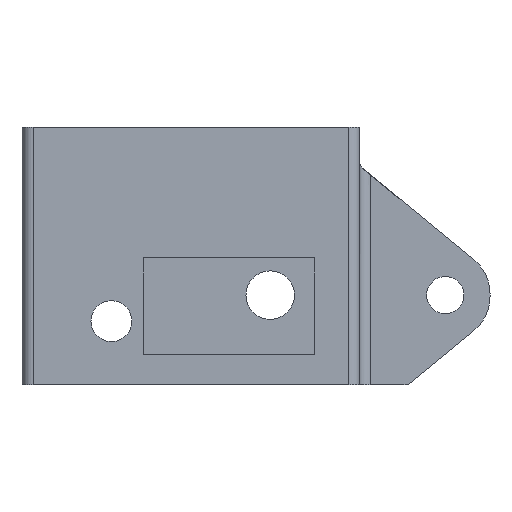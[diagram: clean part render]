
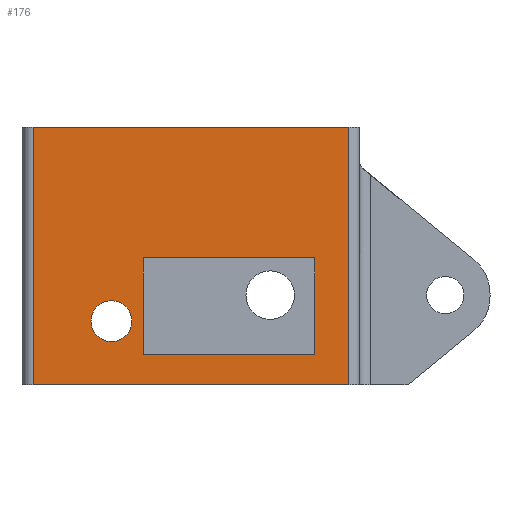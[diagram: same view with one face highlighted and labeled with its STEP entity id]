
A CAD part, left-side view. The second image highlights one B-rep face of the part: STEP entity #176.
In plain terms, the highlighted planar face has unit normal (-1, 0, 0).
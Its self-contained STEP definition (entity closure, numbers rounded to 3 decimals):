
#176=ADVANCED_FACE('',(#412,#413,#414),#415,.F.);
#412=FACE_OUTER_BOUND('',#715,.T.);
#413=FACE_BOUND('',#716,.T.);
#414=FACE_BOUND('',#717,.T.);
#415=PLANE('',#718);
#715=EDGE_LOOP('',(#1330,#1331,#1332,#1333));
#716=EDGE_LOOP('',(#1334,#1335,#1336,#1337));
#717=EDGE_LOOP('',(#1338,#1339));
#718=AXIS2_PLACEMENT_3D('',#1340,#1341,#1342);
#1330=ORIENTED_EDGE('',*,*,#2077,.T.);
#1331=ORIENTED_EDGE('',*,*,#2119,.T.);
#1332=ORIENTED_EDGE('',*,*,#2135,.F.);
#1333=ORIENTED_EDGE('',*,*,#2136,.T.);
#1334=ORIENTED_EDGE('',*,*,#1972,.F.);
#1335=ORIENTED_EDGE('',*,*,#2137,.F.);
#1336=ORIENTED_EDGE('',*,*,#2138,.F.);
#1337=ORIENTED_EDGE('',*,*,#2102,.F.);
#1338=ORIENTED_EDGE('',*,*,#2139,.F.);
#1339=ORIENTED_EDGE('',*,*,#2014,.F.);
#1340=CARTESIAN_POINT('',(-31.7,0.,12.0));
#1341=DIRECTION('',(1.0,0.,0.0));
#1342=DIRECTION('',(0.,1.0,0.0));
#1972=EDGE_CURVE('',#2350,#2352,#2353,.T.);
#2014=EDGE_CURVE('',#2426,#2421,#2428,.F.);
#2077=EDGE_CURVE('',#2535,#2533,#2536,.T.);
#2102=EDGE_CURVE('',#2352,#2578,#2579,.T.);
#2119=EDGE_CURVE('',#2533,#2602,#2605,.F.);
#2135=EDGE_CURVE('',#2627,#2602,#2628,.T.);
#2136=EDGE_CURVE('',#2627,#2535,#2629,.T.);
#2137=EDGE_CURVE('',#2630,#2350,#2631,.T.);
#2138=EDGE_CURVE('',#2578,#2630,#2632,.T.);
#2139=EDGE_CURVE('',#2421,#2426,#2633,.F.);
#2350=VERTEX_POINT('',#2905);
#2352=VERTEX_POINT('',#2908);
#2353=LINE('',#2909,#2910);
#2421=VERTEX_POINT('',#2996);
#2426=VERTEX_POINT('',#3002);
#2428=CIRCLE('',#3005,2.75);
#2533=VERTEX_POINT('',#3152);
#2535=VERTEX_POINT('',#3154);
#2536=LINE('',#3155,#3156);
#2578=VERTEX_POINT('',#3212);
#2579=LINE('',#3213,#3214);
#2602=VERTEX_POINT('',#3250);
#2605=LINE('',#3253,#3254);
#2627=VERTEX_POINT('',#3284);
#2628=LINE('',#3285,#3286);
#2629=LINE('',#3287,#3288);
#2630=VERTEX_POINT('',#3289);
#2631=LINE('',#3290,#3291);
#2632=LINE('',#3292,#3293);
#2633=CIRCLE('',#3294,2.75);
#2905=CARTESIAN_POINT('',(-31.7,-16.65,5.0));
#2908=CARTESIAN_POINT('',(-31.7,6.35,5.0));
#2909=CARTESIAN_POINT('',(-31.7,-5.15,5.0));
#2910=VECTOR('',#3657,1000.0);
#2996=CARTESIAN_POINT('',(-31.7,13.4,-3.5));
#3002=CARTESIAN_POINT('',(-31.7,7.9,-3.5));
#3005=AXIS2_PLACEMENT_3D('',#3723,#3724,#3725);
#3152=CARTESIAN_POINT('',(-31.7,-21.15,-12.0));
#3154=CARTESIAN_POINT('',(-31.7,21.15,-12.0));
#3155=CARTESIAN_POINT('',(-31.7,0.,-12.0));
#3156=VECTOR('',#3813,1000.0);
#3212=CARTESIAN_POINT('',(-31.7,6.35,-8.0));
#3213=CARTESIAN_POINT('',(-31.7,6.35,-1.0));
#3214=VECTOR('',#3849,1000.0);
#3250=CARTESIAN_POINT('',(-31.7,-21.15,22.5));
#3253=CARTESIAN_POINT('',(-31.7,-21.15,12.0));
#3254=VECTOR('',#3875,1000.0);
#3284=CARTESIAN_POINT('',(-31.7,21.15,22.5));
#3285=CARTESIAN_POINT('',(-31.7,0.,22.5));
#3286=VECTOR('',#3896,1000.0);
#3287=CARTESIAN_POINT('',(-31.7,21.15,12.0));
#3288=VECTOR('',#3897,1000.0);
#3289=CARTESIAN_POINT('',(-31.7,-16.65,-8.0));
#3290=CARTESIAN_POINT('',(-31.7,-16.65,-1.0));
#3291=VECTOR('',#3898,1000.0);
#3292=CARTESIAN_POINT('',(-31.7,-5.15,-8.0));
#3293=VECTOR('',#3899,1000.0);
#3294=AXIS2_PLACEMENT_3D('',#3900,#3901,#3902);
#3657=DIRECTION('',(0.,1.0,0.));
#3723=CARTESIAN_POINT('',(-31.7,10.65,-3.5));
#3724=DIRECTION('',(1.0,0.,0.0));
#3725=DIRECTION('',(0.,1.0,0.0));
#3813=DIRECTION('',(0.,-1.0,0.0));
#3849=DIRECTION('',(0.,0.,-1.0));
#3875=DIRECTION('',(0.0,0.0,-1.0));
#3896=DIRECTION('',(0.,-1.0,0.0));
#3897=DIRECTION('',(0.0,0.0,-1.0));
#3898=DIRECTION('',(0.,0.,1.0));
#3899=DIRECTION('',(0.,-1.0,0.0));
#3900=CARTESIAN_POINT('',(-31.7,10.65,-3.5));
#3901=DIRECTION('',(1.0,0.,0.0));
#3902=DIRECTION('',(0.,1.0,0.0));
